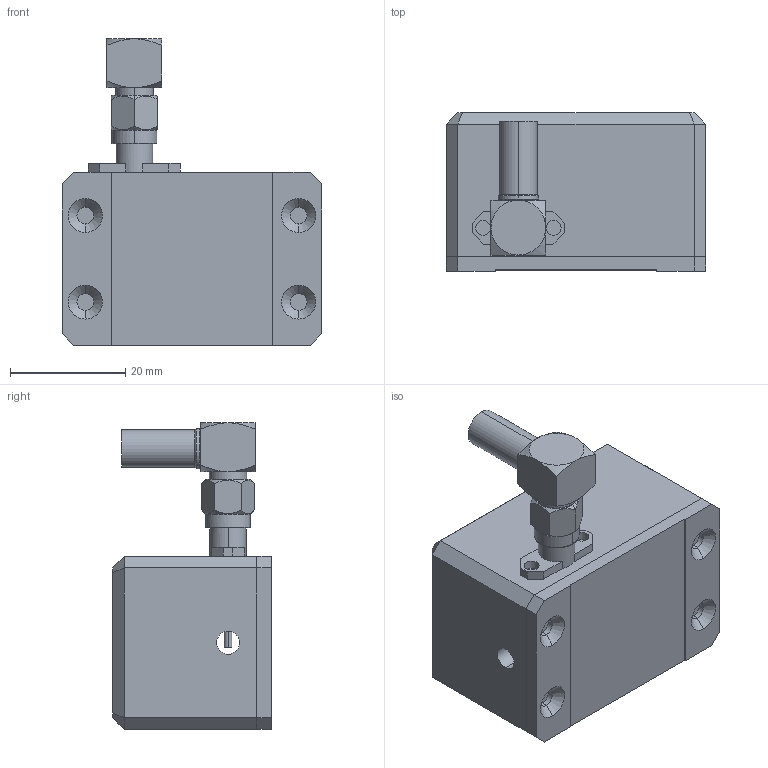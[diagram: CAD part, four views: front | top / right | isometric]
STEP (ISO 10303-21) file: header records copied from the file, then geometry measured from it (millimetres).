
FILE_DESCRIPTION (( 'STEP AP214' ), '1' );
FILE_NAME ('QubigEOM.STEP', '2024-09-11T17:42:06', ( '' ), ( '' ), 'SwSTEP 2.0', 'SolidWorks 2016', '' );
FILE_SCHEMA (( 'AUTOMOTIVE_DESIGN' ));
Length unit declared in the file: millimetre
Products named in the file (5): QuBigEOMSpacer; QubigEOM; SMA_132235; Farnell2494444
Assembly tree (4 placements, depth 2):
  QubigEOM
    QubigEOM
    Farnell2494444
    SMA_132235
    QuBigEOMSpacer
Bounding box: 45 x 27.5 x 53.17 mm (x, y, z)
Volume: 37712.7 mm3; surface area: 11910.5 mm2
Topology: 4 solids, 4 shells, 203 faces, 491 edges, 314 vertices
Faces by surface type: plane 82, cylinder 69, cone 44, bspline 8
Entity records: 8068 total; most frequent: CARTESIAN_POINT 3147, ORIENTED_EDGE 982, DIRECTION 974, EDGE_CURVE 491, AXIS2_PLACEMENT_3D 371, VERTEX_POINT 314, EDGE_LOOP 237, LINE 232
